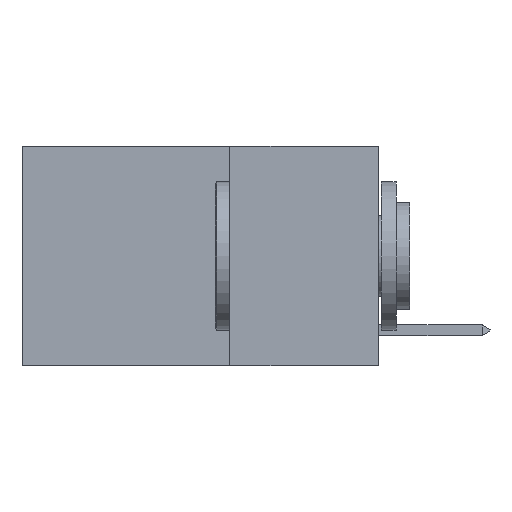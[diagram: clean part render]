
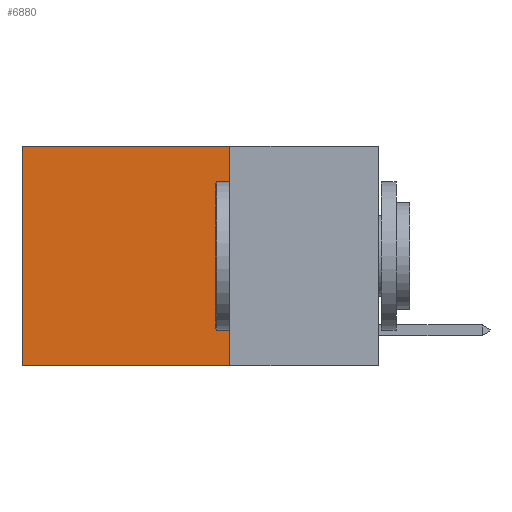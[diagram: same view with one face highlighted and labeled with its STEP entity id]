
A CAD part, left-side view. The second image highlights one B-rep face of the part: STEP entity #6880.
In plain terms, the highlighted planar face has unit normal (-1, 0, 0).
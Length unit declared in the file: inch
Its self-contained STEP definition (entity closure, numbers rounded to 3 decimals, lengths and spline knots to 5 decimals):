
#518 = CARTESIAN_POINT ( 'NONE',  ( 0.2625, 0.25, -0.37 ) ) ;
#2343 = PLANE ( 'NONE',  #10940 ) ;
#2461 = ORIENTED_EDGE ( 'NONE', *, *, #12227, .T. ) ;
#3456 = CARTESIAN_POINT ( 'NONE',  ( 0.2625, 0.6, -0.37 ) ) ;
#3491 = ORIENTED_EDGE ( 'NONE', *, *, #12740, .F. ) ;
#3929 = CARTESIAN_POINT ( 'NONE',  ( 0.2625, 0.6, 0. ) ) ;
#3993 = VERTEX_POINT ( 'NONE', #9962 ) ;
#3996 = DIRECTION ( 'NONE',  ( 0., 1., 0. ) ) ;
#5214 = DIRECTION ( 'NONE',  ( 0., 0., -1. ) ) ;
#5605 = CARTESIAN_POINT ( 'NONE',  ( 0.2625, 0.25, 0. ) ) ;
#5705 = DIRECTION ( 'NONE',  ( 0., 0., -1. ) ) ;
#5965 = VECTOR ( 'NONE', #18794, 39.37008 ) ;
#5976 = CARTESIAN_POINT ( 'NONE',  ( 0.2625, 0.6, 0. ) ) ;
#6880 = ADVANCED_FACE ( 'NONE', ( #11478 ), #2343, .F. ) ;
#7689 = VECTOR ( 'NONE', #3996, 39.37008 ) ;
#7983 = EDGE_CURVE ( 'NONE', #3993, #8453, #16462, .T. ) ;
#8453 = VERTEX_POINT ( 'NONE', #3456 ) ;
#8781 = LINE ( 'NONE', #11791, #13192 ) ;
#9962 = CARTESIAN_POINT ( 'NONE',  ( 0.2625, 0.25, -0.37 ) ) ;
#10940 = AXIS2_PLACEMENT_3D ( 'NONE', #13950, #15607, #5705 ) ;
#11478 = FACE_OUTER_BOUND ( 'NONE', #17652, .T. ) ;
#11791 = CARTESIAN_POINT ( 'NONE',  ( 0.2625, 0.25, 0. ) ) ;
#12227 = EDGE_CURVE ( 'NONE', #12419, #15843, #19636, .T. ) ;
#12419 = VERTEX_POINT ( 'NONE', #12750 ) ;
#12740 = EDGE_CURVE ( 'NONE', #12419, #3993, #8781, .T. ) ;
#12750 = CARTESIAN_POINT ( 'NONE',  ( 0.2625, 0.25, 0. ) ) ;
#13192 = VECTOR ( 'NONE', #5214, 39.37008 ) ;
#13520 = ORIENTED_EDGE ( 'NONE', *, *, #7983, .F. ) ;
#13844 = DIRECTION ( 'NONE',  ( 0., 0., -1. ) ) ;
#13950 = CARTESIAN_POINT ( 'NONE',  ( 0.2625, 0.25, 0. ) ) ;
#14855 = LINE ( 'NONE', #3929, #17676 ) ;
#15607 = DIRECTION ( 'NONE',  ( 1., 0., 0. ) ) ;
#15843 = VERTEX_POINT ( 'NONE', #5976 ) ;
#16462 = LINE ( 'NONE', #518, #7689 ) ;
#17652 = EDGE_LOOP ( 'NONE', ( #19674, #13520, #3491, #2461 ) ) ;
#17676 = VECTOR ( 'NONE', #13844, 39.37008 ) ;
#18794 = DIRECTION ( 'NONE',  ( 0., 1., 0. ) ) ;
#18999 = EDGE_CURVE ( 'NONE', #15843, #8453, #14855, .T. ) ;
#19636 = LINE ( 'NONE', #5605, #5965 ) ;
#19674 = ORIENTED_EDGE ( 'NONE', *, *, #18999, .T. ) ;
